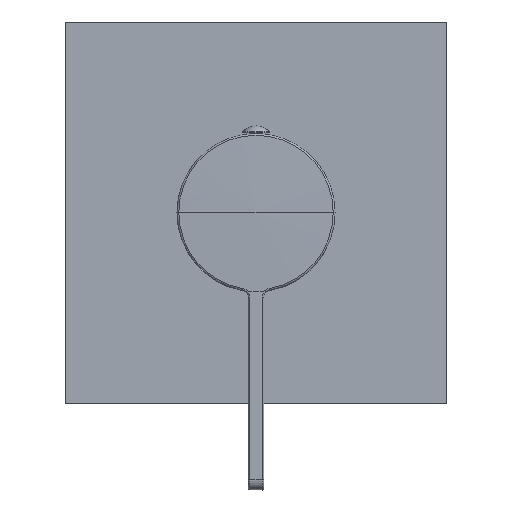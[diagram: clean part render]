
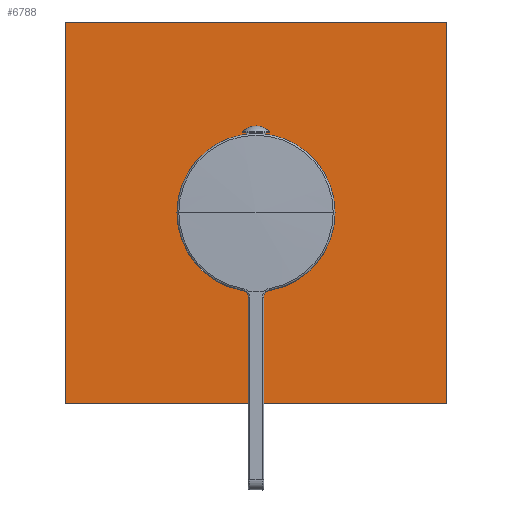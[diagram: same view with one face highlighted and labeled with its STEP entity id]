
A CAD part, top view. The second image highlights one B-rep face of the part: STEP entity #6788.
In plain terms, the highlighted planar face has unit normal (0, 0, 1).
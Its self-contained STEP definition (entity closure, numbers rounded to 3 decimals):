
#5896=DIRECTION('',(0.,1.,0.));
#5897=VECTOR('',#5896,110.);
#5898=CARTESIAN_POINT('',(55.,-55.,-2.));
#5899=LINE('',#5898,#5897);
#5900=DIRECTION('',(1.,0.,0.));
#5901=VECTOR('',#5900,110.);
#5902=CARTESIAN_POINT('',(-55.,-55.,-2.));
#5903=LINE('',#5902,#5901);
#5904=DIRECTION('',(0.,-1.,0.));
#5905=VECTOR('',#5904,110.);
#5906=CARTESIAN_POINT('',(-55.,55.,-2.));
#5907=LINE('',#5906,#5905);
#5908=DIRECTION('',(-1.,0.,0.));
#5909=VECTOR('',#5908,110.);
#5910=CARTESIAN_POINT('',(55.,55.,-2.));
#5911=LINE('',#5910,#5909);
#5912=CARTESIAN_POINT('',(0.,0.,-2.));
#5913=DIRECTION('',(0.,0.,-1.));
#5914=DIRECTION('',(-1.,0.,0.));
#5915=AXIS2_PLACEMENT_3D('',#5912,#5913,#5914);
#5917=CARTESIAN_POINT('',(0.,0.,-2.));
#5918=DIRECTION('',(0.,0.,-1.));
#5919=DIRECTION('',(1.,0.,0.));
#5920=AXIS2_PLACEMENT_3D('',#5917,#5918,#5919);
#6094=CARTESIAN_POINT('',(-22.8,0.,-2.));
#6095=CARTESIAN_POINT('',(22.8,0.,-2.));
#6096=VERTEX_POINT('',#6094);
#6097=VERTEX_POINT('',#6095);
#6098=CARTESIAN_POINT('',(55.,-55.,-2.));
#6099=CARTESIAN_POINT('',(55.,55.,-2.));
#6100=VERTEX_POINT('',#6098);
#6101=VERTEX_POINT('',#6099);
#6102=CARTESIAN_POINT('',(-55.,55.,-2.));
#6103=VERTEX_POINT('',#6102);
#6104=CARTESIAN_POINT('',(-55.,-55.,-2.));
#6105=VERTEX_POINT('',#6104);
#6771=CARTESIAN_POINT('',(0.,0.,-2.));
#6772=DIRECTION('',(0.,0.,1.));
#6773=DIRECTION('',(-1.,0.,0.));
#6774=AXIS2_PLACEMENT_3D('',#6771,#6772,#6773);
#6775=PLANE('',#6774);
#6776=ORIENTED_EDGE('',*,*,#6558,.F.);
#6777=ORIENTED_EDGE('',*,*,#6587,.F.);
#6778=ORIENTED_EDGE('',*,*,#6714,.F.);
#6779=ORIENTED_EDGE('',*,*,#6739,.F.);
#6780=EDGE_LOOP('',(#6776,#6777,#6778,#6779));
#6781=FACE_OUTER_BOUND('',#6780,.F.);
#6783=ORIENTED_EDGE('',*,*,#6782,.F.);
#6785=ORIENTED_EDGE('',*,*,#6784,.F.);
#6786=EDGE_LOOP('',(#6783,#6785));
#6787=FACE_BOUND('',#6786,.F.);
#6788=ADVANCED_FACE('',(#6781,#6787),#6775,.T.);
#5916=CIRCLE('',#5915,22.8);
#5921=CIRCLE('',#5920,22.8);
#6558=EDGE_CURVE('',#6100,#6101,#5899,.T.);
#6587=EDGE_CURVE('',#6105,#6100,#5903,.T.);
#6714=EDGE_CURVE('',#6103,#6105,#5907,.T.);
#6739=EDGE_CURVE('',#6101,#6103,#5911,.T.);
#6782=EDGE_CURVE('',#6096,#6097,#5916,.T.);
#6784=EDGE_CURVE('',#6097,#6096,#5921,.T.);
